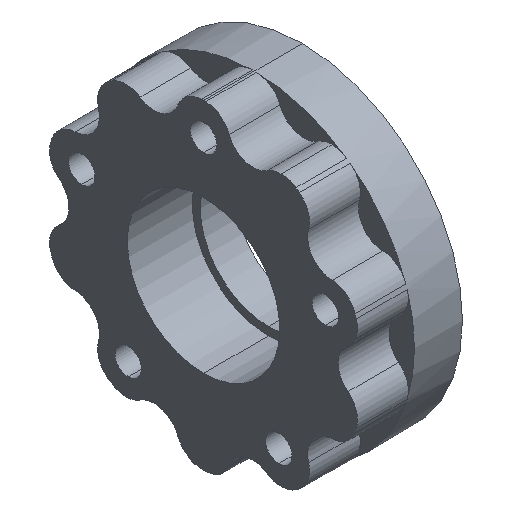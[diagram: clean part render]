
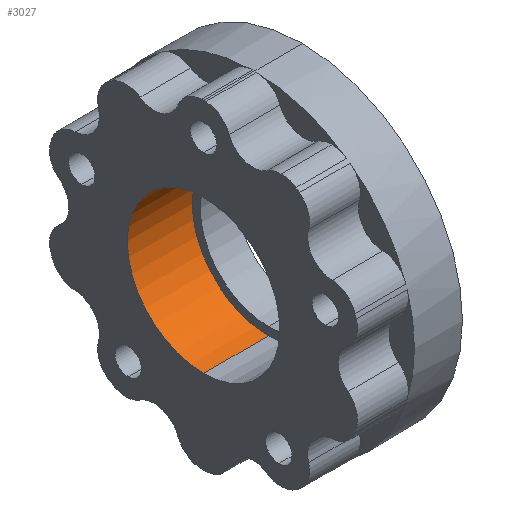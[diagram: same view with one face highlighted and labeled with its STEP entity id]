
A CAD part, isometric view. The second image highlights one B-rep face of the part: STEP entity #3027.
In plain terms, the highlighted cylindrical face has radius 9.525 mm (diameter 19.05 mm), a partial arc.
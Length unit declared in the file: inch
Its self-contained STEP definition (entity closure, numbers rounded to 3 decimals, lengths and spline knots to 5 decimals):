
#85 = AXIS2_PLACEMENT_3D ( 'NONE', #567, #4057, #4367 ) ;
#425 = VERTEX_POINT ( 'NONE', #1887 ) ;
#460 = CARTESIAN_POINT ( 'NONE',  ( -0.16683, 0., 0. ) ) ;
#567 = CARTESIAN_POINT ( 'NONE',  ( -1.20612, 0., 0. ) ) ;
#597 = EDGE_CURVE ( 'NONE', #2098, #2119, #4030, .T. ) ;
#624 = EDGE_CURVE ( 'NONE', #2119, #1936, #4190, .T. ) ;
#696 = ORIENTED_EDGE ( 'NONE', *, *, #2862, .T. ) ;
#769 = CARTESIAN_POINT ( 'NONE',  ( -0.48622, 0., 0. ) ) ;
#1401 = CARTESIAN_POINT ( 'NONE',  ( -1.20612, 0., -0.375 ) ) ;
#1466 = ORIENTED_EDGE ( 'NONE', *, *, #3583, .T. ) ;
#1573 = VECTOR ( 'NONE', #2783, 39.37008 ) ;
#1887 = CARTESIAN_POINT ( 'NONE',  ( -0.48622, 0., 0.375 ) ) ;
#1902 = DIRECTION ( 'NONE',  ( -1., 0., 0. ) ) ;
#1936 = VERTEX_POINT ( 'NONE', #3388 ) ;
#2098 = VERTEX_POINT ( 'NONE', #2895 ) ;
#2119 = VERTEX_POINT ( 'NONE', #2653 ) ;
#2156 = DIRECTION ( 'NONE',  ( 0., 0., 1. ) ) ;
#2168 = AXIS2_PLACEMENT_3D ( 'NONE', #769, #1902, #2156 ) ;
#2313 = CARTESIAN_POINT ( 'NONE',  ( -1.20612, 0., 0.375 ) ) ;
#2653 = CARTESIAN_POINT ( 'NONE',  ( -0.16683, 0., -0.375 ) ) ;
#2661 = CIRCLE ( 'NONE', #2168, 0.375 ) ;
#2669 = DIRECTION ( 'NONE',  ( -1., 0., 0. ) ) ;
#2783 = DIRECTION ( 'NONE',  ( -1., 0., 0. ) ) ;
#2836 = EDGE_LOOP ( 'NONE', ( #3703, #3903, #1466, #696 ) ) ;
#2862 = EDGE_CURVE ( 'NONE', #425, #1936, #2661, .T. ) ;
#2895 = CARTESIAN_POINT ( 'NONE',  ( -0.16683, 0., 0.375 ) ) ;
#3027 = ADVANCED_FACE ( 'NONE', ( #3052 ), #4011, .F. ) ;
#3028 = VECTOR ( 'NONE', #2669, 39.37008 ) ;
#3052 = FACE_OUTER_BOUND ( 'NONE', #2836, .T. ) ;
#3219 = DIRECTION ( 'NONE',  ( 0., 0., 1. ) ) ;
#3344 = LINE ( 'NONE', #2313, #3028 ) ;
#3388 = CARTESIAN_POINT ( 'NONE',  ( -0.48622, 0., -0.375 ) ) ;
#3527 = AXIS2_PLACEMENT_3D ( 'NONE', #460, #4167, #3219 ) ;
#3583 = EDGE_CURVE ( 'NONE', #2098, #425, #3344, .T. ) ;
#3703 = ORIENTED_EDGE ( 'NONE', *, *, #624, .F. ) ;
#3903 = ORIENTED_EDGE ( 'NONE', *, *, #597, .F. ) ;
#4011 = CYLINDRICAL_SURFACE ( 'NONE', #85, 0.375 ) ;
#4030 = CIRCLE ( 'NONE', #3527, 0.375 ) ;
#4057 = DIRECTION ( 'NONE',  ( -1., 0., 0. ) ) ;
#4167 = DIRECTION ( 'NONE',  ( -1., 0., 0. ) ) ;
#4190 = LINE ( 'NONE', #1401, #1573 ) ;
#4367 = DIRECTION ( 'NONE',  ( 0., 0., 1. ) ) ;
